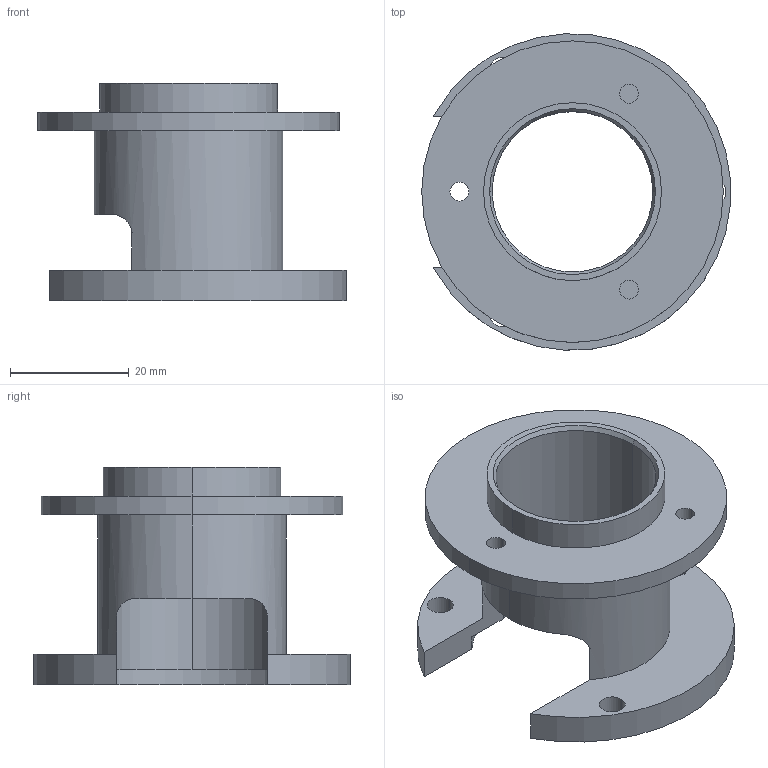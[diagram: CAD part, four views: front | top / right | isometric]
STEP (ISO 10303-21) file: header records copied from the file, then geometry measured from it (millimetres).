
FILE_DESCRIPTION (( 'STEP AP203' ), '1' );
FILE_NAME ('38229-001.STEP', '2019-04-25T17:32:30', ( '' ), ( '' ), 'SwSTEP 2.0', 'SolidWorks 2017', '' );
FILE_SCHEMA (( 'CONFIG_CONTROL_DESIGN' ));
Length unit declared in the file: inch
Products named in the file (1): 38229-001
Bounding box: 51.97 x 53.27 x 36.58 mm (x, y, z)
Volume: 15229.1 mm3; surface area: 12034.6 mm2
Topology: 1 solids, 1 shells, 35 faces, 94 edges, 62 vertices
Faces by surface type: cylinder 24, plane 9, cone 2
Entity records: 1285 total; most frequent: CARTESIAN_POINT 256, DIRECTION 212, ORIENTED_EDGE 188, EDGE_CURVE 94, AXIS2_PLACEMENT_3D 86, VERTEX_POINT 62, CIRCLE 50, EDGE_LOOP 50
